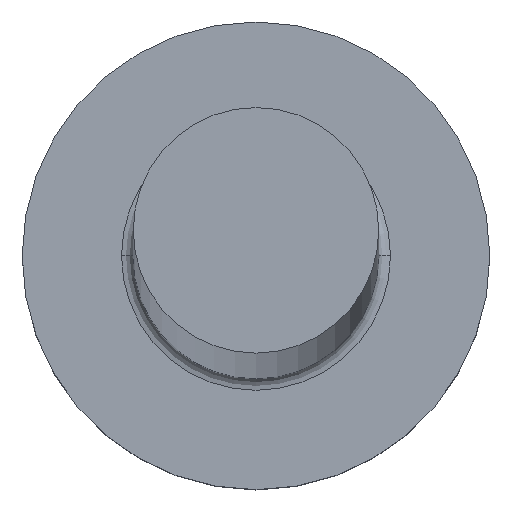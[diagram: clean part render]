
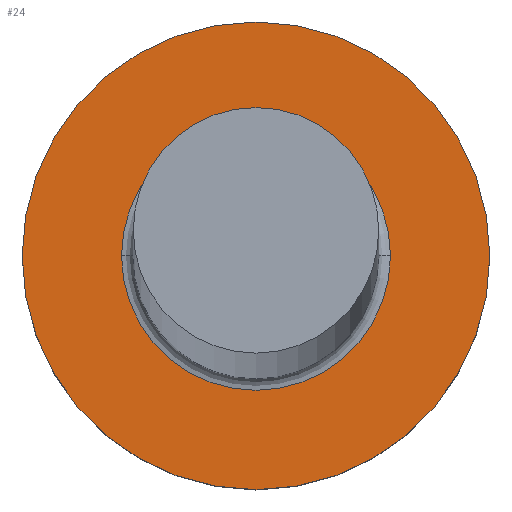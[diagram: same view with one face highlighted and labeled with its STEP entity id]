
A CAD part, top view. The second image highlights one B-rep face of the part: STEP entity #24.
In plain terms, the highlighted planar face has unit normal (0, 0, 1).
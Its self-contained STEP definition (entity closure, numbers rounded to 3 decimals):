
#2 = DIRECTION ( 'NONE',  ( 0., 0., -1. ) ) ;
#5 = CARTESIAN_POINT ( 'NONE',  ( -2.3, 0., 3. ) ) ;
#14 = EDGE_LOOP ( 'NONE', ( #274, #65 ) ) ;
#20 = CARTESIAN_POINT ( 'NONE',  ( 2.3, 0., 3. ) ) ;
#21 = VERTEX_POINT ( 'NONE', #109 ) ;
#23 = ORIENTED_EDGE ( 'NONE', *, *, #279, .T. ) ;
#24 = ADVANCED_FACE ( 'NONE', ( #155, #184 ), #90, .T. ) ;
#26 = DIRECTION ( 'NONE',  ( 0., 0., 1. ) ) ;
#47 = CARTESIAN_POINT ( 'NONE',  ( 0., 0., 3. ) ) ;
#49 = DIRECTION ( 'NONE',  ( 0., 0., 1. ) ) ;
#65 = ORIENTED_EDGE ( 'NONE', *, *, #84, .T. ) ;
#82 = VERTEX_POINT ( 'NONE', #20 ) ;
#84 = EDGE_CURVE ( 'NONE', #102, #82, #263, .T. ) ;
#85 = EDGE_LOOP ( 'NONE', ( #306, #23 ) ) ;
#88 = CARTESIAN_POINT ( 'NONE',  ( 0., 0., 3. ) ) ;
#90 = PLANE ( 'NONE',  #196 ) ;
#102 = VERTEX_POINT ( 'NONE', #5 ) ;
#105 = CARTESIAN_POINT ( 'NONE',  ( 0., 0., 3. ) ) ;
#109 = CARTESIAN_POINT ( 'NONE',  ( 4., 0., 3. ) ) ;
#112 = EDGE_CURVE ( 'NONE', #82, #102, #192, .T. ) ;
#121 = CARTESIAN_POINT ( 'NONE',  ( -4., 0., 3. ) ) ;
#136 = EDGE_CURVE ( 'NONE', #257, #21, #159, .T. ) ;
#155 = FACE_BOUND ( 'NONE', #14, .T. ) ;
#159 = CIRCLE ( 'NONE', #243, 4. ) ;
#184 = FACE_OUTER_BOUND ( 'NONE', #85, .T. ) ;
#187 = DIRECTION ( 'NONE',  ( 0., 0., -1. ) ) ;
#190 = DIRECTION ( 'NONE',  ( 0., 0., 1. ) ) ;
#192 = CIRCLE ( 'NONE', #305, 2.3 ) ;
#196 = AXIS2_PLACEMENT_3D ( 'NONE', #105, #26, #258 ) ;
#197 = DIRECTION ( 'NONE',  ( 1., 0., 0. ) ) ;
#209 = DIRECTION ( 'NONE',  ( 1., 0., 0. ) ) ;
#214 = DIRECTION ( 'NONE',  ( 1., 0., 0. ) ) ;
#215 = CARTESIAN_POINT ( 'NONE',  ( 0., 0., 3. ) ) ;
#217 = AXIS2_PLACEMENT_3D ( 'NONE', #47, #2, #238 ) ;
#231 = AXIS2_PLACEMENT_3D ( 'NONE', #215, #190, #197 ) ;
#238 = DIRECTION ( 'NONE',  ( 1., 0., 0. ) ) ;
#242 = CIRCLE ( 'NONE', #231, 4. ) ;
#243 = AXIS2_PLACEMENT_3D ( 'NONE', #265, #49, #214 ) ;
#257 = VERTEX_POINT ( 'NONE', #121 ) ;
#258 = DIRECTION ( 'NONE',  ( 1., 0., 0. ) ) ;
#263 = CIRCLE ( 'NONE', #217, 2.3 ) ;
#265 = CARTESIAN_POINT ( 'NONE',  ( 0., 0., 3. ) ) ;
#274 = ORIENTED_EDGE ( 'NONE', *, *, #112, .T. ) ;
#279 = EDGE_CURVE ( 'NONE', #21, #257, #242, .T. ) ;
#305 = AXIS2_PLACEMENT_3D ( 'NONE', #88, #187, #209 ) ;
#306 = ORIENTED_EDGE ( 'NONE', *, *, #136, .T. ) ;
